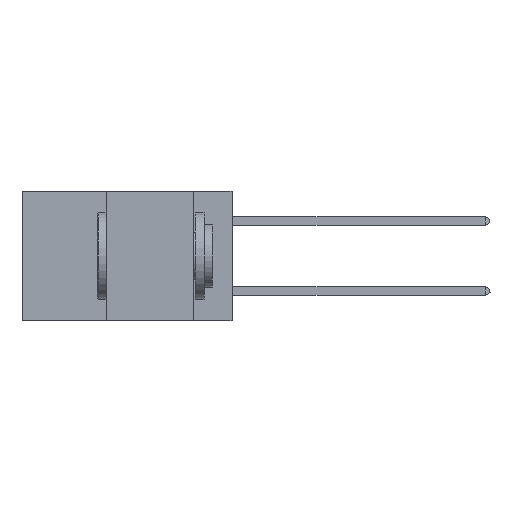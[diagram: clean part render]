
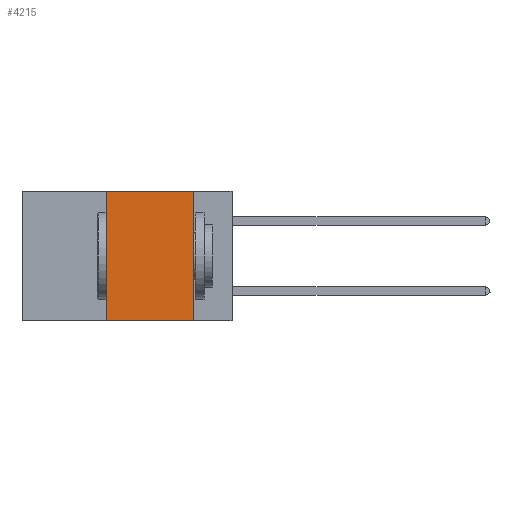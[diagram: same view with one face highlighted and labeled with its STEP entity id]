
A CAD part, left-side view. The second image highlights one B-rep face of the part: STEP entity #4215.
In plain terms, the highlighted planar face has unit normal (-1, 0, 0).
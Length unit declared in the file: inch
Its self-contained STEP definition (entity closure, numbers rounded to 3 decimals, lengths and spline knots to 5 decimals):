
#552 = CARTESIAN_POINT ( 'NONE',  ( 0., 0.36, 0. ) ) ;
#1462 = EDGE_CURVE ( 'NONE', #20533, #2442, #1808, .T. ) ;
#1504 = CARTESIAN_POINT ( 'NONE',  ( 0., 0.11, -0.37 ) ) ;
#1547 = EDGE_CURVE ( 'NONE', #13936, #22562, #11164, .T. ) ;
#1711 = CARTESIAN_POINT ( 'NONE',  ( 0., 0.36, -0.37 ) ) ;
#1808 = LINE ( 'NONE', #17810, #14713 ) ;
#2442 = VERTEX_POINT ( 'NONE', #1504 ) ;
#3120 = LINE ( 'NONE', #5080, #15353 ) ;
#3999 = LINE ( 'NONE', #17914, #5908 ) ;
#4093 = ORIENTED_EDGE ( 'NONE', *, *, #25513, .F. ) ;
#4215 = ADVANCED_FACE ( 'NONE', ( #23478 ), #19048, .F. ) ;
#5015 = DIRECTION ( 'NONE',  ( 0., 0., -1. ) ) ;
#5080 = CARTESIAN_POINT ( 'NONE',  ( 0., 0.6, 0. ) ) ;
#5197 = EDGE_LOOP ( 'NONE', ( #7739, #4093, #16762, #22524 ) ) ;
#5471 = DIRECTION ( 'NONE',  ( 0., 0., -1. ) ) ;
#5908 = VECTOR ( 'NONE', #13678, 39.37008 ) ;
#7739 = ORIENTED_EDGE ( 'NONE', *, *, #1462, .F. ) ;
#8112 = DIRECTION ( 'NONE',  ( 0., -1., 0. ) ) ;
#9567 = VECTOR ( 'NONE', #15383, 39.37008 ) ;
#11164 = LINE ( 'NONE', #13599, #9567 ) ;
#11830 = AXIS2_PLACEMENT_3D ( 'NONE', #12937, #15013, #5015 ) ;
#12937 = CARTESIAN_POINT ( 'NONE',  ( 0., 0.6, 0. ) ) ;
#13599 = CARTESIAN_POINT ( 'NONE',  ( 0., 0.36, 0. ) ) ;
#13678 = DIRECTION ( 'NONE',  ( 0., -1., 0. ) ) ;
#13769 = CARTESIAN_POINT ( 'NONE',  ( 0., 0.11, 0. ) ) ;
#13936 = VERTEX_POINT ( 'NONE', #1711 ) ;
#14713 = VECTOR ( 'NONE', #5471, 39.37008 ) ;
#15013 = DIRECTION ( 'NONE',  ( 1., 0., 0. ) ) ;
#15353 = VECTOR ( 'NONE', #8112, 39.37008 ) ;
#15383 = DIRECTION ( 'NONE',  ( 0., 0., 1. ) ) ;
#16762 = ORIENTED_EDGE ( 'NONE', *, *, #1547, .F. ) ;
#17810 = CARTESIAN_POINT ( 'NONE',  ( 0., 0.11, 0. ) ) ;
#17914 = CARTESIAN_POINT ( 'NONE',  ( 0., 0.6, -0.37 ) ) ;
#19048 = PLANE ( 'NONE',  #11830 ) ;
#20533 = VERTEX_POINT ( 'NONE', #13769 ) ;
#21044 = EDGE_CURVE ( 'NONE', #13936, #2442, #3999, .T. ) ;
#22524 = ORIENTED_EDGE ( 'NONE', *, *, #21044, .T. ) ;
#22562 = VERTEX_POINT ( 'NONE', #552 ) ;
#23478 = FACE_OUTER_BOUND ( 'NONE', #5197, .T. ) ;
#25513 = EDGE_CURVE ( 'NONE', #22562, #20533, #3120, .T. ) ;
